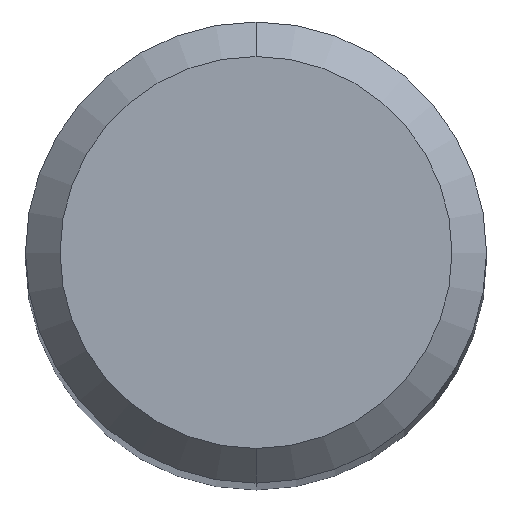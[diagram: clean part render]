
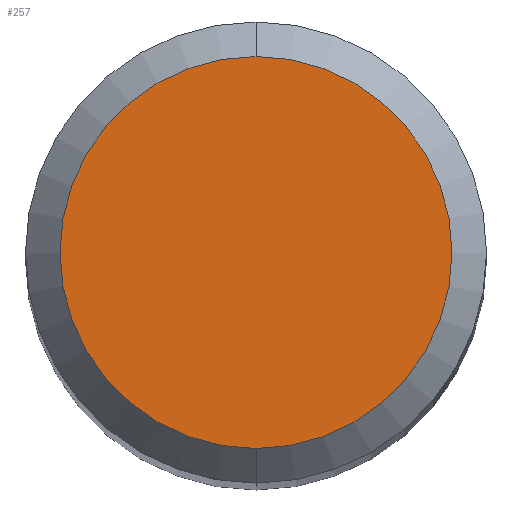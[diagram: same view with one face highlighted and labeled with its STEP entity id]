
A CAD part, top view. The second image highlights one B-rep face of the part: STEP entity #257.
In plain terms, the highlighted planar face has unit normal (0, 0, 1).
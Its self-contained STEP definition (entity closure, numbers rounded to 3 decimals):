
#249=EDGE_CURVE('',#449,#457,#680,.T.);
#257=ADVANCED_FACE('',(#688),#689,.T.);
#449=VERTEX_POINT('',#902);
#457=VERTEX_POINT('',#911);
#531=EDGE_CURVE('',#457,#449,#990,.T.);
#680=CIRCLE('',#1151,1.7);
#688=FACE_OUTER_BOUND('',#1159,.T.);
#689=PLANE('',#1160);
#902=CARTESIAN_POINT('',(0.,-1.7,0.0));
#911=CARTESIAN_POINT('',(0.0,1.7,0.0));
#990=CIRCLE('',#1679,1.7);
#1151=AXIS2_PLACEMENT_3D('',#1909,#1910,#1911);
#1159=EDGE_LOOP('',(#1913,#1914));
#1160=AXIS2_PLACEMENT_3D('',#1915,#1916,#1917);
#1679=AXIS2_PLACEMENT_3D('',#2343,#2344,#2345);
#1909=CARTESIAN_POINT('',(0.0,0.0,0.0));
#1910=DIRECTION('',(0.0,0.0,-1.0));
#1911=DIRECTION('',(0.0,1.0,0.0));
#1913=ORIENTED_EDGE('',*,*,#531,.F.);
#1914=ORIENTED_EDGE('',*,*,#249,.F.);
#1915=CARTESIAN_POINT('',(0.0,0.85,0.0));
#1916=DIRECTION('',(-0.0,0.0,1.0));
#1917=DIRECTION('',(0.0,-1.0,0.0));
#2343=CARTESIAN_POINT('',(0.0,0.0,0.0));
#2344=DIRECTION('',(0.0,0.0,-1.0));
#2345=DIRECTION('',(0.0,1.0,0.0));
